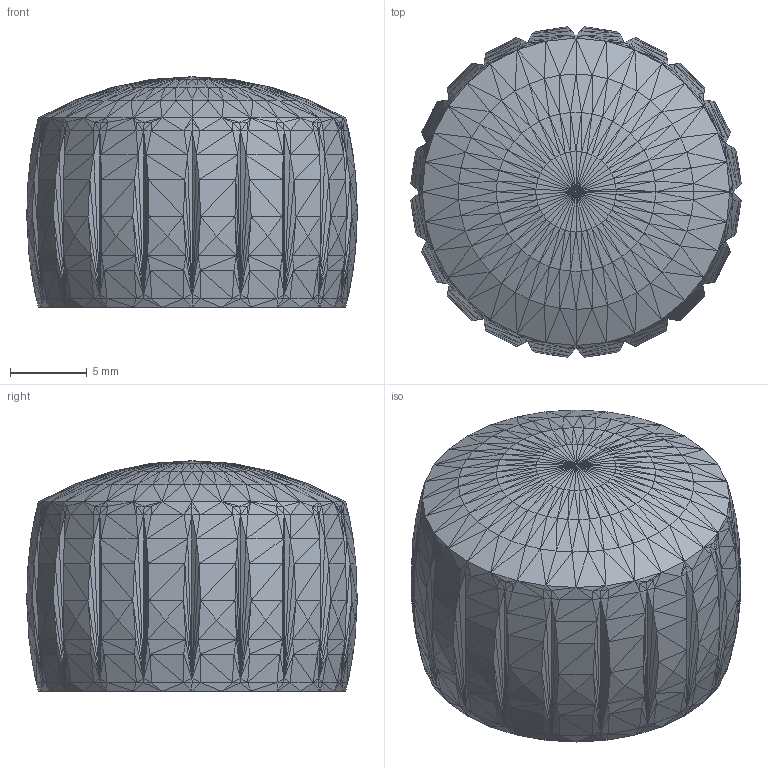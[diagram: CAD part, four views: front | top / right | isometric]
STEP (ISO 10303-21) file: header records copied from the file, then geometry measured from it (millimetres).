
FILE_DESCRIPTION((' Model'),'2;1');
FILE_NAME(' Shape Model','2024-01-14T16:52:18',(''),( ''),' ','','Unknown');
FILE_SCHEMA(('AUTOMOTIVE_DESIGN { 1 0 10303 214 1 1 1 1 }'));
Products named in the file (1):  STEP translator 7.5 1
Bounding box: 21.51 x 21.51 x 15 mm (x, y, z)
Surface area: 1655 mm2 (no closed solid volume)
Topology: 0 solids, 1 shells, 1332 faces, 1998 edges, 668 vertices
Faces by surface type: plane 1332
Entity records: 49972 total; most frequent: CARTESIAN_POINT 9993, DIRECTION 6662, ORIENTED_EDGE 3996, LINE 3996, VECTOR 3996, PCURVE 3996, DEFINITIONAL_REPRESENTATION 3996, EDGE_CURVE 1998
